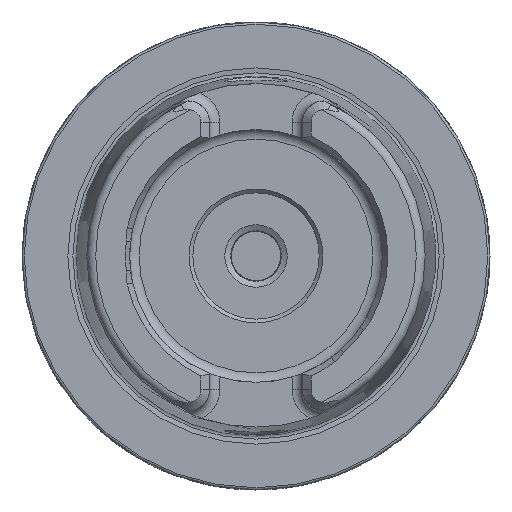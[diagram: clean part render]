
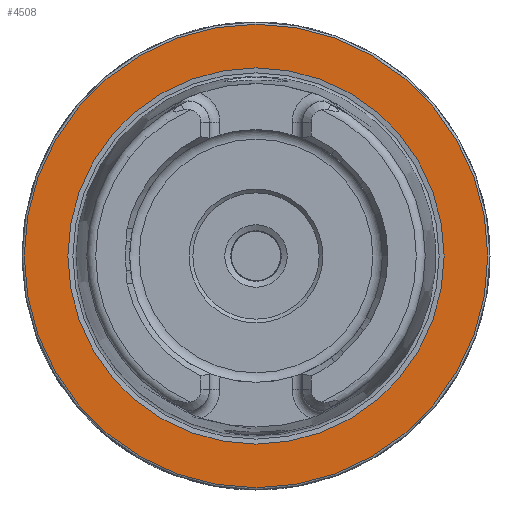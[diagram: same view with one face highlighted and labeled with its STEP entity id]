
A CAD part, left-side view. The second image highlights one B-rep face of the part: STEP entity #4508.
In plain terms, the highlighted planar face has unit normal (-1, 0, 0).
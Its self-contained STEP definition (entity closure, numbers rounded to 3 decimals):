
#874 = DIRECTION ( 'NONE',  ( 1., 0., 0. ) ) ;
#974 = EDGE_CURVE ( 'NONE', #4144, #4144, #2077, .T. ) ;
#1118 = DIRECTION ( 'NONE',  ( -1., 0., 0. ) ) ;
#1271 = CIRCLE ( 'NONE', #1351, 25.324 ) ;
#1351 = AXIS2_PLACEMENT_3D ( 'NONE', #4972, #2446, #5790 ) ;
#1435 = CARTESIAN_POINT ( 'NONE',  ( 0., 0., 25.324 ) ) ;
#2077 = CIRCLE ( 'NONE', #7801, 31.2 ) ;
#2115 = FACE_BOUND ( 'NONE', #9055, .T. ) ;
#2446 = DIRECTION ( 'NONE',  ( -1., 0., 0. ) ) ;
#3246 = EDGE_LOOP ( 'NONE', ( #7273 ) ) ;
#3728 = ORIENTED_EDGE ( 'NONE', *, *, #3759, .F. ) ;
#3751 = FACE_OUTER_BOUND ( 'NONE', #3246, .T. ) ;
#3759 = EDGE_CURVE ( 'NONE', #4897, #4897, #1271, .T. ) ;
#4144 = VERTEX_POINT ( 'NONE', #6283 ) ;
#4508 = ADVANCED_FACE ( 'NONE', ( #2115, #3751 ), #10418, .F. ) ;
#4782 = CARTESIAN_POINT ( 'NONE',  ( 0., 31.2, 0. ) ) ;
#4897 = VERTEX_POINT ( 'NONE', #1435 ) ;
#4972 = CARTESIAN_POINT ( 'NONE',  ( 0., 0., 0. ) ) ;
#5009 = CARTESIAN_POINT ( 'NONE',  ( 0., 0., 0. ) ) ;
#5645 = DIRECTION ( 'NONE',  ( 0., 0., -1. ) ) ;
#5790 = DIRECTION ( 'NONE',  ( 0., 0., 1. ) ) ;
#6283 = CARTESIAN_POINT ( 'NONE',  ( 0., 0., 31.2 ) ) ;
#7273 = ORIENTED_EDGE ( 'NONE', *, *, #974, .T. ) ;
#7480 = DIRECTION ( 'NONE',  ( 0., 0., 1. ) ) ;
#7801 = AXIS2_PLACEMENT_3D ( 'NONE', #5009, #1118, #7480 ) ;
#9055 = EDGE_LOOP ( 'NONE', ( #3728 ) ) ;
#10342 = AXIS2_PLACEMENT_3D ( 'NONE', #4782, #874, #5645 ) ;
#10418 = PLANE ( 'NONE',  #10342 ) ;
